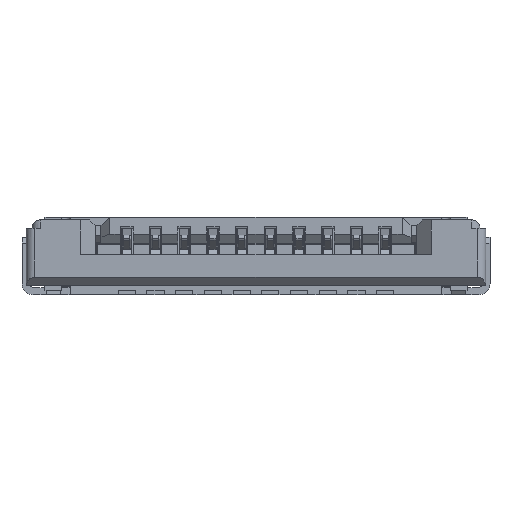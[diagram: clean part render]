
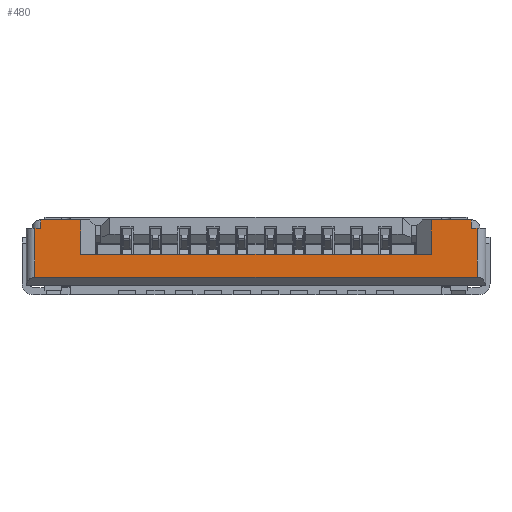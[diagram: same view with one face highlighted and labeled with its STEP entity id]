
A CAD part, top view. The second image highlights one B-rep face of the part: STEP entity #480.
In plain terms, the highlighted planar face has unit normal (0, 0, 1).
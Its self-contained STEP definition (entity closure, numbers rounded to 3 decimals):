
#480=ADVANCED_FACE('',(#1786),#1787,.T.);
#1786=FACE_OUTER_BOUND('',#3691,.T.);
#1787=PLANE('',#3692);
#3691=EDGE_LOOP('',(#8001,#8002,#8003,#8004,#8005,#8006,#8007,#8008,#8009,#8010,#8011,#8012));
#3692=AXIS2_PLACEMENT_3D('',#8013,#8014,#8015);
#8001=ORIENTED_EDGE('',*,*,#14631,.F.);
#8002=ORIENTED_EDGE('',*,*,#14632,.F.);
#8003=ORIENTED_EDGE('',*,*,#14623,.F.);
#8004=ORIENTED_EDGE('',*,*,#14617,.T.);
#8005=ORIENTED_EDGE('',*,*,#14607,.T.);
#8006=ORIENTED_EDGE('',*,*,#14630,.F.);
#8007=ORIENTED_EDGE('',*,*,#14620,.F.);
#8008=ORIENTED_EDGE('',*,*,#14633,.T.);
#8009=ORIENTED_EDGE('',*,*,#14634,.F.);
#8010=ORIENTED_EDGE('',*,*,#14635,.T.);
#8011=ORIENTED_EDGE('',*,*,#14636,.T.);
#8012=ORIENTED_EDGE('',*,*,#14637,.F.);
#8013=CARTESIAN_POINT('',(-6.175,0.05,4.1));
#8014=DIRECTION('',(0.0,0.0,1.0));
#8015=DIRECTION('',(1.0,-0.0,0.0));
#14607=EDGE_CURVE('',#18400,#18398,#18401,.T.);
#14617=EDGE_CURVE('',#18416,#18400,#18417,.T.);
#14620=EDGE_CURVE('',#18419,#18421,#18422,.T.);
#14623=EDGE_CURVE('',#18416,#18426,#18427,.T.);
#14630=EDGE_CURVE('',#18421,#18398,#18436,.T.);
#14631=EDGE_CURVE('',#18437,#18438,#18439,.T.);
#14632=EDGE_CURVE('',#18426,#18437,#18440,.T.);
#14633=EDGE_CURVE('',#18419,#18441,#18442,.T.);
#14634=EDGE_CURVE('',#18443,#18441,#18444,.T.);
#14635=EDGE_CURVE('',#18443,#18445,#18446,.T.);
#14636=EDGE_CURVE('',#18445,#18447,#18448,.T.);
#14637=EDGE_CURVE('',#18438,#18447,#18449,.T.);
#18398=VERTEX_POINT('',#24179);
#18400=VERTEX_POINT('',#24182);
#18401=LINE('',#24183,#24184);
#18416=VERTEX_POINT('',#24208);
#18417=LINE('',#24209,#24210);
#18419=VERTEX_POINT('',#24213);
#18421=VERTEX_POINT('',#24216);
#18422=LINE('',#24217,#24218);
#18426=VERTEX_POINT('',#24224);
#18427=LINE('',#24225,#24226);
#18436=LINE('',#24241,#24242);
#18437=VERTEX_POINT('',#24243);
#18438=VERTEX_POINT('',#24244);
#18439=LINE('',#24245,#24246);
#18440=LINE('',#24247,#24248);
#18441=VERTEX_POINT('',#24249);
#18442=LINE('',#24250,#24251);
#18443=VERTEX_POINT('',#24252);
#18444=LINE('',#24253,#24254);
#18445=VERTEX_POINT('',#24255);
#18446=LINE('',#24256,#24257);
#18447=VERTEX_POINT('',#24258);
#18448=LINE('',#24259,#24260);
#18449=LINE('',#24261,#24262);
#24179=CARTESIAN_POINT('',(-6.1,0.05,4.1));
#24182=CARTESIAN_POINT('',(6.1,0.05,4.1));
#24183=CARTESIAN_POINT('',(6.1,0.05,4.1));
#24184=VECTOR('',#29024,12.2);
#24208=CARTESIAN_POINT('',(6.1,1.25,4.1));
#24209=CARTESIAN_POINT('',(6.1,1.25,4.1));
#24210=VECTOR('',#29034,1.2);
#24213=CARTESIAN_POINT('',(-7.5,1.25,4.1));
#24216=CARTESIAN_POINT('',(-6.1,1.25,4.1));
#24217=CARTESIAN_POINT('',(-7.5,1.25,4.1));
#24218=VECTOR('',#29037,1.4);
#24224=CARTESIAN_POINT('',(7.5,1.25,4.1));
#24225=CARTESIAN_POINT('',(6.1,1.25,4.1));
#24226=VECTOR('',#29040,1.4);
#24241=CARTESIAN_POINT('',(-6.1,1.25,4.1));
#24242=VECTOR('',#29047,1.2);
#24243=CARTESIAN_POINT('',(7.5,0.95,4.1));
#24244=CARTESIAN_POINT('',(7.7,0.95,4.1));
#24245=CARTESIAN_POINT('',(7.5,0.95,4.1));
#24246=VECTOR('',#29048,0.2);
#24247=CARTESIAN_POINT('',(7.5,1.25,4.1));
#24248=VECTOR('',#29049,0.3);
#24249=CARTESIAN_POINT('',(-7.5,0.95,4.1));
#24250=CARTESIAN_POINT('',(-7.5,1.25,4.1));
#24251=VECTOR('',#29050,0.3);
#24252=CARTESIAN_POINT('',(-7.7,0.95,4.1));
#24253=CARTESIAN_POINT('',(-7.7,0.95,4.1));
#24254=VECTOR('',#29051,0.2);
#24255=CARTESIAN_POINT('',(-7.7,-0.75,4.1));
#24256=CARTESIAN_POINT('',(-7.7,0.95,4.1));
#24257=VECTOR('',#29052,1.7);
#24258=CARTESIAN_POINT('',(7.7,-0.75,4.1));
#24259=CARTESIAN_POINT('',(-7.7,-0.75,4.1));
#24260=VECTOR('',#29053,15.4);
#24261=CARTESIAN_POINT('',(7.7,0.95,4.1));
#24262=VECTOR('',#29054,1.7);
#29024=DIRECTION('',(-1.0,0.0,0.0));
#29034=DIRECTION('',(0.0,-1.0,0.0));
#29037=DIRECTION('',(1.0,0.0,0.0));
#29040=DIRECTION('',(1.0,0.0,0.0));
#29047=DIRECTION('',(0.0,-1.0,0.0));
#29048=DIRECTION('',(1.0,0.0,0.0));
#29049=DIRECTION('',(0.0,-1.0,0.0));
#29050=DIRECTION('',(0.0,-1.0,0.0));
#29051=DIRECTION('',(1.0,0.0,0.0));
#29052=DIRECTION('',(0.0,-1.0,0.0));
#29053=DIRECTION('',(1.0,0.0,0.0));
#29054=DIRECTION('',(0.0,-1.0,0.0));
